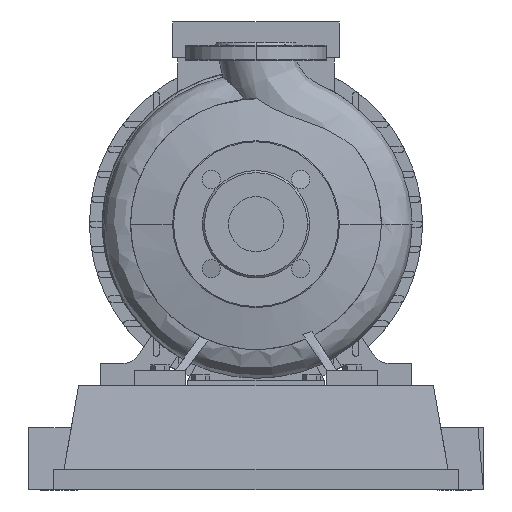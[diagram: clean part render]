
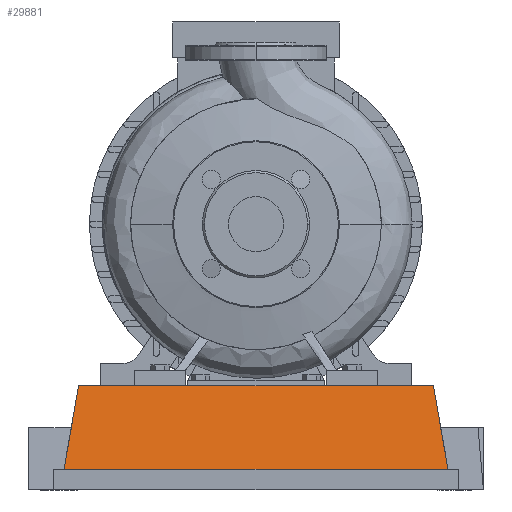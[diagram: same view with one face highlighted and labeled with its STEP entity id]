
A CAD part, left-side view. The second image highlights one B-rep face of the part: STEP entity #29881.
In plain terms, the highlighted planar face has unit normal (-0.985, 0, 0.174).
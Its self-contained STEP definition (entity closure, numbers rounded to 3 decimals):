
#27766=CARTESIAN_POINT('',(-65.,-190.,20.6));
#27767=VERTEX_POINT('',#27766);
#27774=CARTESIAN_POINT('',(-65.,190.0,20.6));
#27775=VERTEX_POINT('',#27774);
#27776=CARTESIAN_POINT('',(-65.,-190.,20.6));
#27777=DIRECTION('',(0.0,1.0,0.0));
#27778=VECTOR('',#27777,380.0);
#27779=LINE('',#27776,#27778);
#27780=EDGE_CURVE('',#27767,#27775,#27779,.T.);
#29615=CARTESIAN_POINT('',(-50.471,-175.471,103.0));
#29616=VERTEX_POINT('',#29615);
#29623=CARTESIAN_POINT('',(-65.,-190.,20.6));
#29624=DIRECTION('',(0.171,0.171,0.97));
#29625=VECTOR('',#29624,84.923);
#29626=LINE('',#29623,#29625);
#29627=EDGE_CURVE('',#27767,#29616,#29626,.T.);
#29858=CARTESIAN_POINT('',(-65.,-190.,20.6));
#29859=DIRECTION('',(-0.985,0.,0.174));
#29860=DIRECTION('',(0.0,-1.0,0.0));
#29861=AXIS2_PLACEMENT_3D('',#29858,#29859,#29860);
#29862=PLANE('',#29861);
#29863=CARTESIAN_POINT('',(-50.471,175.471,103.0));
#29864=VERTEX_POINT('',#29863);
#29865=CARTESIAN_POINT('',(-50.471,-175.471,103.0));
#29866=DIRECTION('',(0.0,1.0,0.0));
#29867=VECTOR('',#29866,350.941);
#29868=LINE('',#29865,#29867);
#29869=EDGE_CURVE('',#29616,#29864,#29868,.T.);
#29870=ORIENTED_EDGE('',*,*,#29869,.T.);
#29871=CARTESIAN_POINT('',(-65.,190.0,20.6));
#29872=DIRECTION('',(0.171,-0.171,0.97));
#29873=VECTOR('',#29872,84.923);
#29874=LINE('',#29871,#29873);
#29875=EDGE_CURVE('',#27775,#29864,#29874,.T.);
#29876=ORIENTED_EDGE('',*,*,#29875,.F.);
#29877=ORIENTED_EDGE('',*,*,#27780,.F.);
#29878=ORIENTED_EDGE('',*,*,#29627,.T.);
#29879=EDGE_LOOP('',(#29870,#29876,#29877,#29878));
#29880=FACE_OUTER_BOUND('',#29879,.T.);
#29881=ADVANCED_FACE('',(#29880),#29862,.T.);
